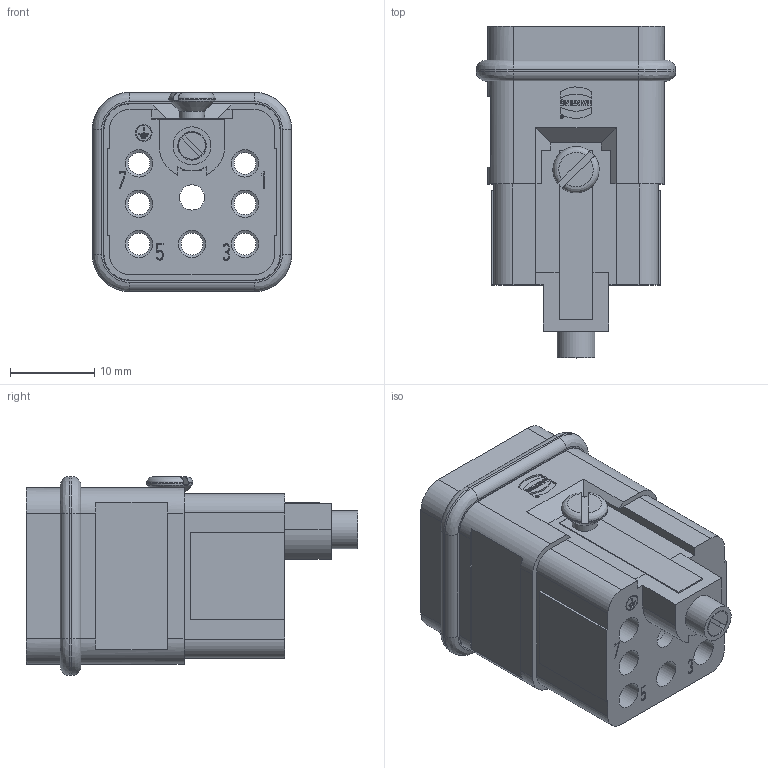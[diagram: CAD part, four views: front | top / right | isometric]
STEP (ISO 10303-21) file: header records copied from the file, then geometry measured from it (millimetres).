
FILE_DESCRIPTION(/* description */ (''),/* implementation_level */ '2;1');
FILE_NAME(/* name */ '100221012ugm000_b.stp',/* time_stamp */ '2017-10-27T13:55:22+02:00',/* author */ (''),/* organization */ (''),/* preprocessor_version */ 'ST-DEVELOPER v16',/* originating_system */ 'SIEMENS PLM Software NX 10.0',/* authorisation */ '');
FILE_SCHEMA (('AUTOMOTIVE_DESIGN { 1 0 10303 214 3 1 1 1 }'));
Length unit declared in the file: millimetre
Products named in the file (1): 100221012ugm000_b
Bounding box: 23.7 x 39.5 x 23.7 mm (x, y, z)
Volume: 7904.7 mm3; surface area: 7112.6 mm2
Topology: 1 solids, 3 shells, 534 faces, 1318 edges, 850 vertices
Faces by surface type: plane 344, cylinder 105, bspline 76, cone 8, sphere 1
Full cylindrical faces by diameter (mm): 0.282 x1, 0.37 x1, 1.8 x2, 2 x2, 2.5 x1, 2.6 x7, 2.65 x1, 3 x11, 3.19 x1, 3.25 x7, 3.4 x1, 4.05 x7, 4.45 x1, 4.5 x1, 4.7 x1
Entity records: 19643 total; most frequent: CARTESIAN_POINT 4208, ORIENTED_EDGE 2524, DIRECTION 2443, EDGE_CURVE 1262, LINE 877, VECTOR 877, VERTEX_POINT 842, AXIS2_PLACEMENT_3D 783
